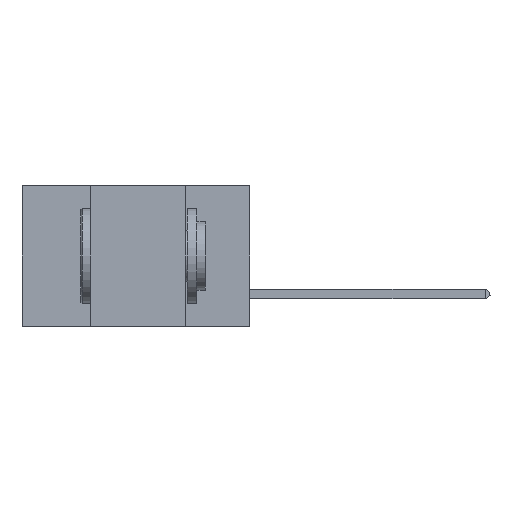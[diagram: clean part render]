
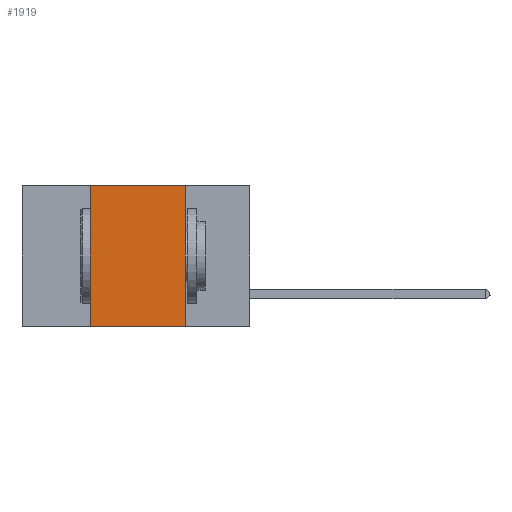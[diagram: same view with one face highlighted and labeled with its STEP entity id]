
A CAD part, left-side view. The second image highlights one B-rep face of the part: STEP entity #1919.
In plain terms, the highlighted planar face has unit normal (-1, 0, 0).
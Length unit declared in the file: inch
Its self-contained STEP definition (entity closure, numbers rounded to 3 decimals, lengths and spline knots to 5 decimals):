
#1112 = CARTESIAN_POINT ( 'NONE',  ( 0., 0.17, 0. ) ) ;
#1919 = ADVANCED_FACE ( 'NONE', ( #14421 ), #31271, .F. ) ;
#2968 = VERTEX_POINT ( 'NONE', #46026 ) ;
#3105 = LINE ( 'NONE', #44617, #39740 ) ;
#6199 = ORIENTED_EDGE ( 'NONE', *, *, #17646, .F. ) ;
#6296 = CARTESIAN_POINT ( 'NONE',  ( 0., 0.6, 0. ) ) ;
#10160 = EDGE_CURVE ( 'NONE', #2968, #41128, #27318, .T. ) ;
#12758 = DIRECTION ( 'NONE',  ( 0., -1., 0. ) ) ;
#14421 = FACE_OUTER_BOUND ( 'NONE', #21714, .T. ) ;
#14522 = DIRECTION ( 'NONE',  ( 0., 0., -1. ) ) ;
#16592 = EDGE_CURVE ( 'NONE', #2968, #23802, #40455, .T. ) ;
#16928 = CARTESIAN_POINT ( 'NONE',  ( 0., 0.17, -0.37 ) ) ;
#17646 = EDGE_CURVE ( 'NONE', #29152, #41128, #32521, .T. ) ;
#19348 = VECTOR ( 'NONE', #45418, 39.37008 ) ;
#20257 = DIRECTION ( 'NONE',  ( 1., 0., 0. ) ) ;
#21714 = EDGE_LOOP ( 'NONE', ( #6199, #37766, #42673, #37665 ) ) ;
#23800 = DIRECTION ( 'NONE',  ( 0., 0., -1. ) ) ;
#23802 = VERTEX_POINT ( 'NONE', #30382 ) ;
#24190 = VECTOR ( 'NONE', #14522, 39.37008 ) ;
#27318 = LINE ( 'NONE', #34971, #39562 ) ;
#27509 = DIRECTION ( 'NONE',  ( 0., -1., 0. ) ) ;
#28196 = EDGE_CURVE ( 'NONE', #23802, #29152, #3105, .T. ) ;
#29152 = VERTEX_POINT ( 'NONE', #1112 ) ;
#30382 = CARTESIAN_POINT ( 'NONE',  ( 0., 0.42, 0. ) ) ;
#30637 = CARTESIAN_POINT ( 'NONE',  ( 0., 0.42, 0. ) ) ;
#31271 = PLANE ( 'NONE',  #45448 ) ;
#32521 = LINE ( 'NONE', #39217, #24190 ) ;
#34971 = CARTESIAN_POINT ( 'NONE',  ( 0., 0.6, -0.37 ) ) ;
#37665 = ORIENTED_EDGE ( 'NONE', *, *, #10160, .T. ) ;
#37766 = ORIENTED_EDGE ( 'NONE', *, *, #28196, .F. ) ;
#39217 = CARTESIAN_POINT ( 'NONE',  ( 0., 0.17, 0. ) ) ;
#39562 = VECTOR ( 'NONE', #27509, 39.37008 ) ;
#39740 = VECTOR ( 'NONE', #12758, 39.37008 ) ;
#40455 = LINE ( 'NONE', #30637, #19348 ) ;
#41128 = VERTEX_POINT ( 'NONE', #16928 ) ;
#42673 = ORIENTED_EDGE ( 'NONE', *, *, #16592, .F. ) ;
#44617 = CARTESIAN_POINT ( 'NONE',  ( 0., 0.6, 0. ) ) ;
#45418 = DIRECTION ( 'NONE',  ( 0., 0., 1. ) ) ;
#45448 = AXIS2_PLACEMENT_3D ( 'NONE', #6296, #20257, #23800 ) ;
#46026 = CARTESIAN_POINT ( 'NONE',  ( 0., 0.42, -0.37 ) ) ;
